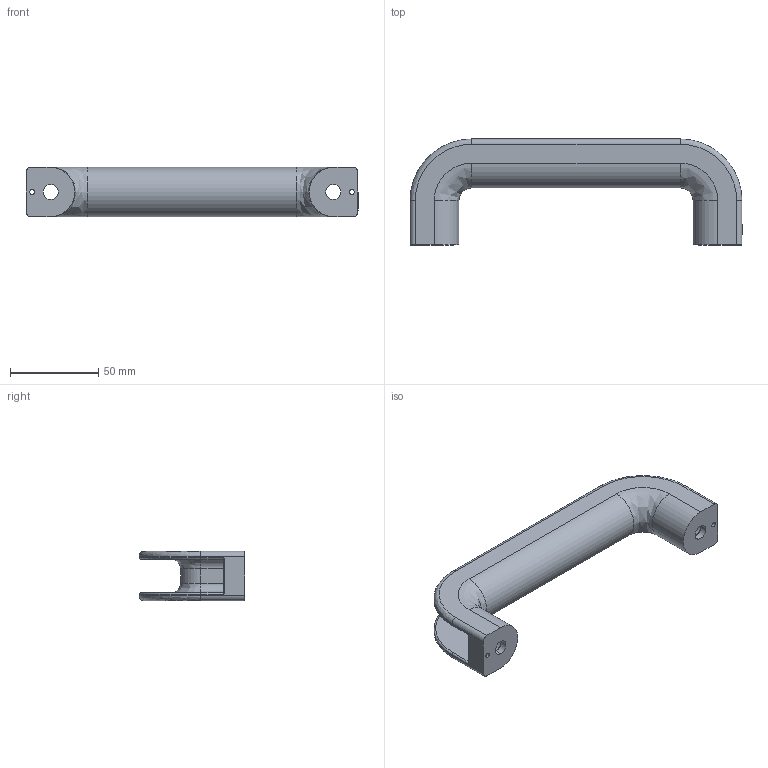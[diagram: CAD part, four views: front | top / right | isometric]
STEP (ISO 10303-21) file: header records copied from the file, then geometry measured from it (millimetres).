
FILE_DESCRIPTION (( 'STEP AP214' ), '1' );
FILE_NAME ('7310016', '2019-01-30T09:06:52', ( '' ), ('JUGARD+KÜNSTNER GmbH'), 'SwSTEP 2.0', 'SolidWorks 2017', '' );
FILE_SCHEMA (( 'AUTOMOTIVE_DESIGN' ));
Length unit declared in the file: millimetre
Products named in the file (1): 7310016
Bounding box: 188 x 60 x 28 mm (x, y, z)
Volume: 65480.9 mm3; surface area: 34111.7 mm2
Topology: 1 solids, 1 shells, 138 faces, 330 edges, 192 vertices
Faces by surface type: bspline 50, cylinder 47, plane 41
Entity records: 5362 total; most frequent: CARTESIAN_POINT 2451, ORIENTED_EDGE 652, DIRECTION 546, EDGE_CURVE 326, AXIS2_PLACEMENT_3D 211, VERTEX_POINT 192, EDGE_LOOP 148, FACE_OUTER_BOUND 138
